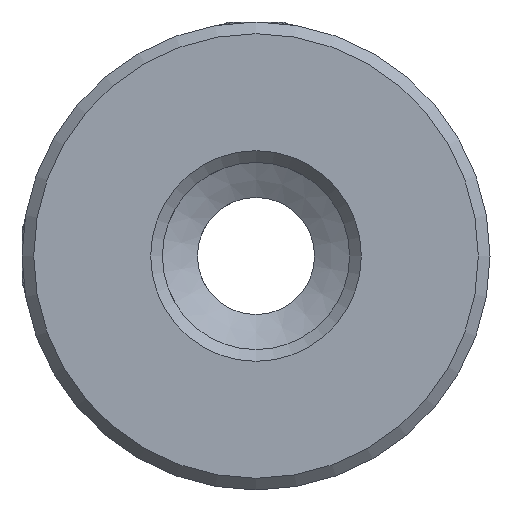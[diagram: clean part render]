
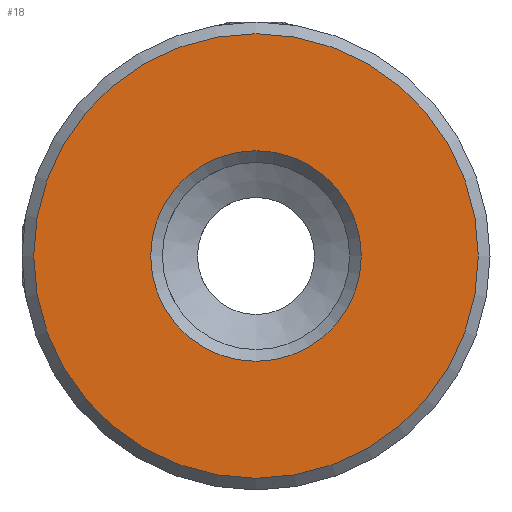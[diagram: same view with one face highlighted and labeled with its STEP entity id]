
A CAD part, left-side view. The second image highlights one B-rep face of the part: STEP entity #18.
In plain terms, the highlighted planar face has unit normal (-1, 0, 0).
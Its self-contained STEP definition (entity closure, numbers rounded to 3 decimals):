
#18 = ADVANCED_FACE ( 'NONE', ( #495, #493 ), #1428, .F. ) ;
#42 = DIRECTION ( 'NONE',  ( 1., 0., 0. ) ) ;
#153 = DIRECTION ( 'NONE',  ( 0., 0., -1. ) ) ;
#246 = CARTESIAN_POINT ( 'NONE',  ( -15., 0., 0. ) ) ;
#286 = CIRCLE ( 'NONE', #1576, 4.5 ) ;
#298 = EDGE_CURVE ( 'NONE', #1335, #1335, #312, .T. ) ;
#311 = EDGE_CURVE ( 'NONE', #1334, #1334, #286, .T. ) ;
#312 = CIRCLE ( 'NONE', #865, 9.5 ) ;
#493 = FACE_OUTER_BOUND ( 'NONE', #1594, .T. ) ;
#495 = FACE_BOUND ( 'NONE', #694, .T. ) ;
#536 = DIRECTION ( 'NONE',  ( 1., 0., 0. ) ) ;
#589 = CARTESIAN_POINT ( 'NONE',  ( -15., 0., -9.5 ) ) ;
#624 = AXIS2_PLACEMENT_3D ( 'NONE', #246, #42, #2429 ) ;
#694 = EDGE_LOOP ( 'NONE', ( #721 ) ) ;
#721 = ORIENTED_EDGE ( 'NONE', *, *, #311, .T. ) ;
#865 = AXIS2_PLACEMENT_3D ( 'NONE', #2729, #1314, #153 ) ;
#1314 = DIRECTION ( 'NONE',  ( -1., 0., 0. ) ) ;
#1334 = VERTEX_POINT ( 'NONE', #2103 ) ;
#1335 = VERTEX_POINT ( 'NONE', #589 ) ;
#1396 = ORIENTED_EDGE ( 'NONE', *, *, #298, .T. ) ;
#1428 = PLANE ( 'NONE',  #624 ) ;
#1576 = AXIS2_PLACEMENT_3D ( 'NONE', #1796, #536, #2035 ) ;
#1594 = EDGE_LOOP ( 'NONE', ( #1396 ) ) ;
#1796 = CARTESIAN_POINT ( 'NONE',  ( -15., 0., 0. ) ) ;
#2035 = DIRECTION ( 'NONE',  ( 0., 0., -1. ) ) ;
#2103 = CARTESIAN_POINT ( 'NONE',  ( -15., 0., -4.5 ) ) ;
#2429 = DIRECTION ( 'NONE',  ( 0., 0., -1. ) ) ;
#2729 = CARTESIAN_POINT ( 'NONE',  ( -15., 0., 0. ) ) ;
